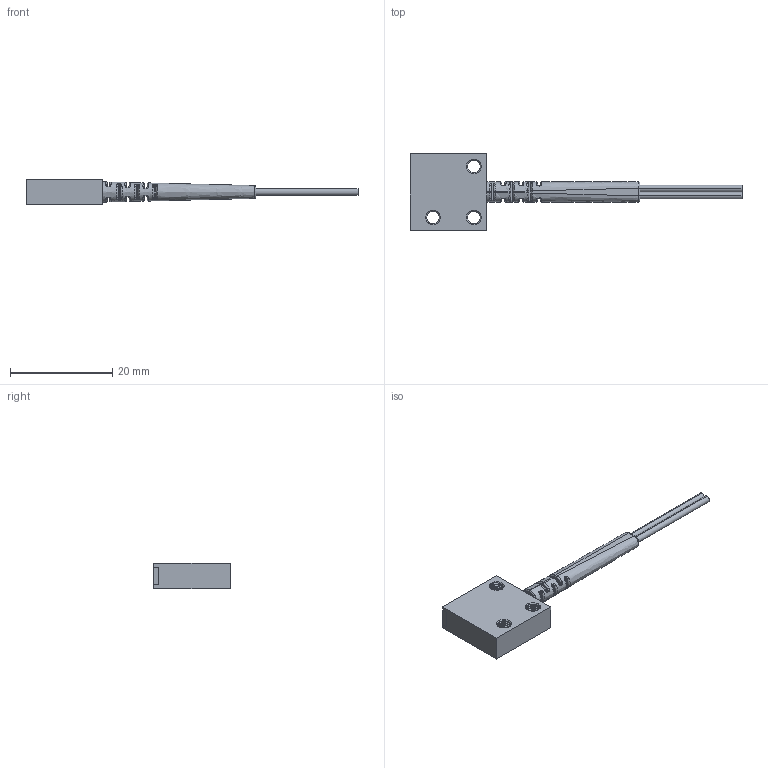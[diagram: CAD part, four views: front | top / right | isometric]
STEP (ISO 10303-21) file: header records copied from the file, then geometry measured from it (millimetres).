
FILE_DESCRIPTION((''),'2;1');
FILE_NAME('PR15C','2022-03-01T10:39:35',('Administrator'),(''),'CREO PARAMETRIC BY PTC INC, 2021023','CREO PARAMETRIC BY PTC INC, 2021023','');
FILE_SCHEMA(('CONFIG_CONTROL_DESIGN'));
Length unit declared in the file: millimetre
Products named in the file (1): PR15C
Bounding box: 65 x 15 x 5 mm (x, y, z)
Volume: 1386.9 mm3; surface area: 1598 mm2
Topology: 2 solids, 3 shells, 343 faces, 851 edges, 521 vertices
Faces by surface type: bspline 152, cylinder 118, plane 61, cone 12
Entity records: 21778 total; most frequent: CARTESIAN_POINT 14682, ORIENTED_EDGE 1698, DIRECTION 1101, EDGE_CURVE 849, VERTEX_POINT 521, AXIS2_PLACEMENT_3D 415, EDGE_LOOP 390, B_SPLINE_CURVE_WITH_KNOTS 354
